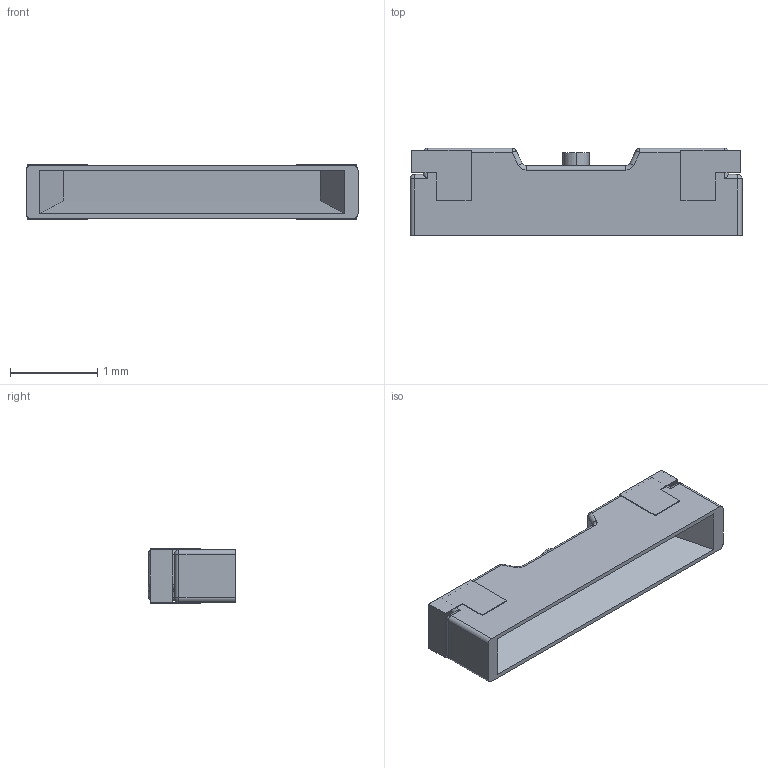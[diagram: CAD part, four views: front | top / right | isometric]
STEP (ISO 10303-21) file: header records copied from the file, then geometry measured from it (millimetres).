
FILE_DESCRIPTION (( 'STEP AP203' ), '1' );
FILE_NAME ('LTW-206DCG-E2H.STEP', '2020-04-04T00:27:30', ( '' ), ( '' ), 'SwSTEP 2.0', 'SolidWorks 2020', '' );
FILE_SCHEMA (( 'CONFIG_CONTROL_DESIGN' ));
Length unit declared in the file: millimetre
Products named in the file (1): LTW-206DCG-E2H
Bounding box: 3.8 x 1 x 0.62 mm (x, y, z)
Volume: 1.5 mm3; surface area: 18.1 mm2
Topology: 3 solids, 3 shells, 116 faces, 278 edges, 156 vertices
Faces by surface type: plane 53, cylinder 41, sphere 14, torus 6, bspline 2
Entity records: 3307 total; most frequent: CARTESIAN_POINT 595, DIRECTION 576, ORIENTED_EDGE 528, EDGE_CURVE 264, AXIS2_PLACEMENT_3D 201, VECTOR 174, LINE 174, VERTEX_POINT 156
